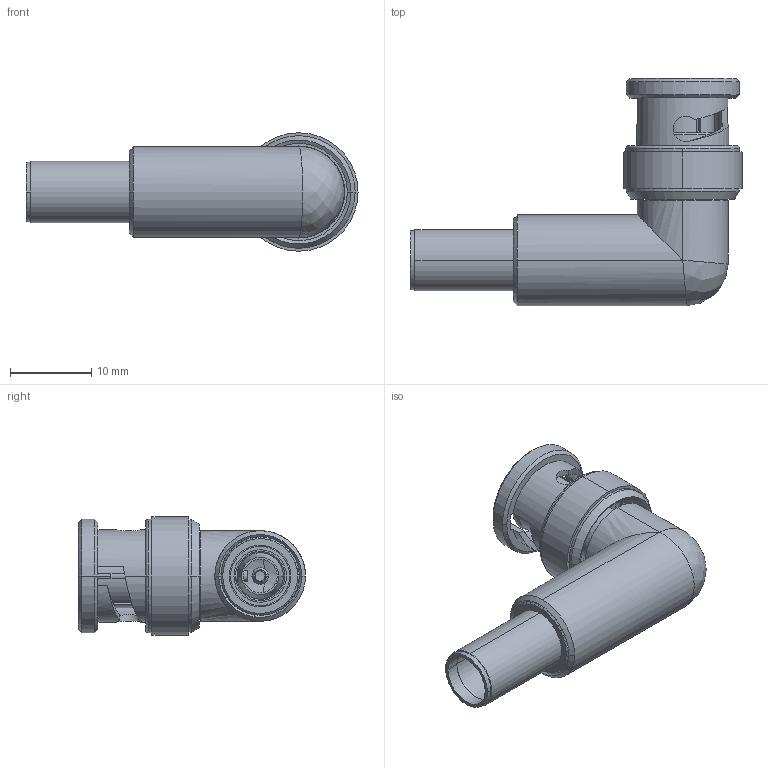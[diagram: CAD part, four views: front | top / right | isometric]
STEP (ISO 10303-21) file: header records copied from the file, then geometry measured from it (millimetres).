
FILE_DESCRIPTION((''),'2;1');
FILE_NAME('31-80904_SW0001','2013-08-19T',('KARTHIK R'),(''),'PRO/ENGINEER BY PARAMETRIC TECHNOLOGY CORPORATION, 2010100','PRO/ENGINEER BY PARAMETRIC TECHNOLOGY CORPORATION, 2010100','');
FILE_SCHEMA(('CONFIG_CONTROL_DESIGN'));
Length unit declared in the file: millimetre
Products named in the file (1): 31-80904_SW0001
Bounding box: 40.75 x 27.86 x 14.55 mm (x, y, z)
Surface area: 3348.7 mm2 (no closed solid volume)
Topology: 0 solids, 61 shells, 163 faces, 889 edges, 776 vertices
Faces by surface type: cylinder 94, cone 28, plane 26, torus 8, bspline 5, extrusion 2
Entity records: 9837 total; most frequent: CARTESIAN_POINT 3764, ORIENTED_EDGE 1115, DIRECTION 1052, EDGE_CURVE 889, VERTEX_POINT 776, AXIS2_PLACEMENT_3D 423, B_SPLINE_CURVE_WITH_KNOTS 420, CIRCLE 265
